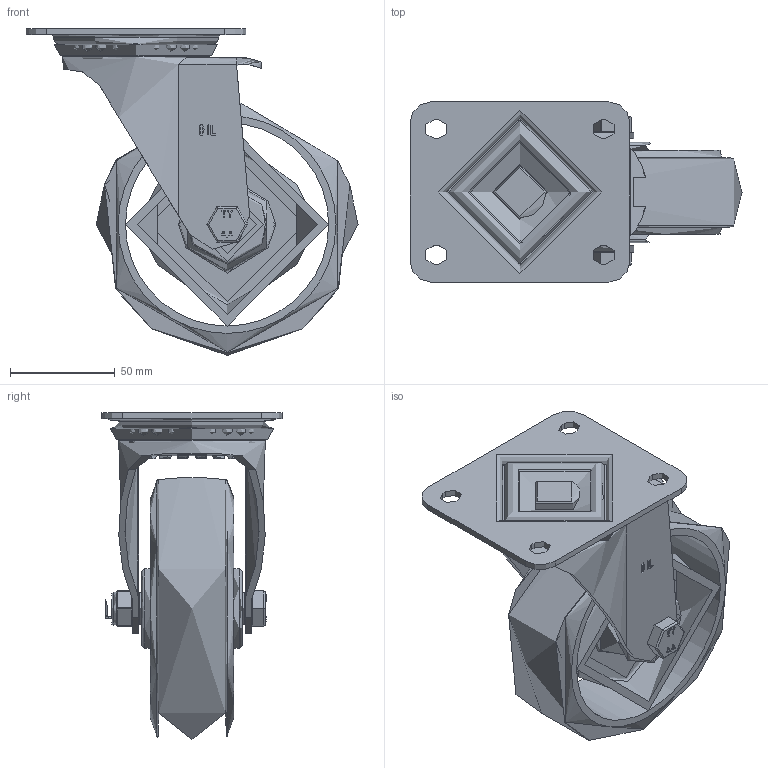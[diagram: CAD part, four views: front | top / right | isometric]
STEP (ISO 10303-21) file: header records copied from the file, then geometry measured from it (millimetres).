
FILE_DESCRIPTION(/* description */ (''),/* implementation_level */ '2;1');
FILE_NAME(/* name */ 'BZEH125RNB.step',/* time_stamp */ '2024-10-18T15:38:09+01:00',/* author */ (''),/* organization */ (''),/* preprocessor_version */ 'ST-DEVELOPER v20',/* originating_system */ 'Autodesk Translation Framework v13.20.0.188',/* authorisation */ '');
FILE_SCHEMA (('AUTOMOTIVE_DESIGN { 1 0 10303 214 3 1 1 }'));
Length unit declared in the file: millimetre
Products named in the file (25): BZEH125RNB; BZEH125AS - 2 v1; ZINC PLATED, PRESSED STEEL TOP PLATE; ZINC PLATED, PRESSED STEEL TOP PLATE Geometry; Pattern; Component2; BEARING SEAL; ZINC PLATED, PRESSED STEEL FORKS; BZH125WRNRB15 v1; 75 SHORE A ELASTIC RUBBER TYRE; NYLON RIM; NYLON RIM Geometry; CAP; ROLLER BEARING; CAGE; RIBS; Component4; TUBEM15X50 v1; ZINC PLATED AXLE TUBE; HEXBOLTM10X70Z8.8 v2; GRADE 8.8 THREADED ZINC PLATED BOLT; NYLOCM10Z v1; NYLOC NUT; RUBBER; NUT
Assembly tree (50 placements, depth 5):
  BZEH125RNB
    BZEH125AS - 2 v1
      ZINC PLATED, PRESSED STEEL TOP PLATE
        ZINC PLATED, PRESSED STEEL TOP PLATE Geometry
        Pattern
          Component2  x20
      BEARING SEAL
      ZINC PLATED, PRESSED STEEL FORKS
    BZH125WRNRB15 v1
      75 SHORE A ELASTIC RUBBER TYRE
      NYLON RIM
        NYLON RIM Geometry
        CAP
      ROLLER BEARING
        CAGE
        RIBS
          Component4  x8
    TUBEM15X50 v1
      ZINC PLATED AXLE TUBE
    HEXBOLTM10X70Z8.8 v2
      GRADE 8.8 THREADED ZINC PLATED BOLT
    NYLOCM10Z v1
      NYLOC NUT
        RUBBER
        NUT
Bounding box: 158.5 x 86 x 156 mm (x, y, z)
Volume: 460713.7 mm3; surface area: 154817.6 mm2
Topology: 39 solids, 39 shells, 633 faces, 1578 edges, 1003 vertices
Faces by surface type: plane 314, cylinder 149, bspline 77, torus 42, sphere 32, cone 19
Full cylindrical faces by diameter (mm): 4 x8, 8.141 x18, 9.85 x19, 10 x3, 10.25 x2, 10.5 x1, 12 x2, 15 x3, 16 x2, 17 x1, 21 x1, 22.75 x1, 23 x1, 25 x2, 27.9 x1, 28 x1, 34 x1, 38 x2, 44.584 x1, 54 x1, 64 x1, 70 x1, 97 x2
Entity records: 26835 total; most frequent: CARTESIAN_POINT 12058, ORIENTED_EDGE 2996, DIRECTION 2859, EDGE_CURVE 1498, AXIS2_PLACEMENT_3D 1054, VERTEX_POINT 951, LINE 751, VECTOR 751
